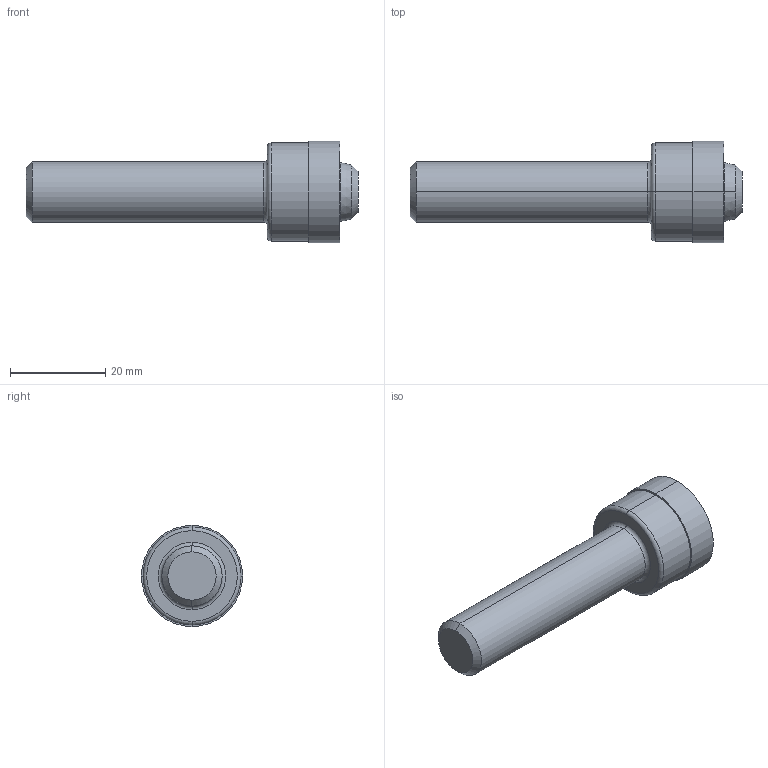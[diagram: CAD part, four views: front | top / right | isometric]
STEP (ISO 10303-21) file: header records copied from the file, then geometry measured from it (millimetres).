
FILE_DESCRIPTION (( 'STEP AP214' ), '1' );
FILE_NAME ('SAEJ1926-04X.STEP', '2023-11-07T17:19:13', ( '' ), ( '' ), 'SwSTEP 2.0', 'SolidWorks 2022', '' );
FILE_SCHEMA (( 'AUTOMOTIVE_DESIGN' ));
Length unit declared in the file: inch
Products named in the file (1): SAEJ1926-04X
Bounding box: 69.85 x 21.29 x 21.29 mm (x, y, z)
Volume: 12013.1 mm3; surface area: 3764.3 mm2
Topology: 1 solids, 1 shells, 23 faces, 44 edges, 26 vertices
Faces by surface type: cone 6, cylinder 6, torus 6, plane 5
Entity records: 630 total; most frequent: DIRECTION 124, CARTESIAN_POINT 94, ORIENTED_EDGE 88, AXIS2_PLACEMENT_3D 56, EDGE_CURVE 44, CIRCLE 32, VERTEX_POINT 26, EDGE_LOOP 26
